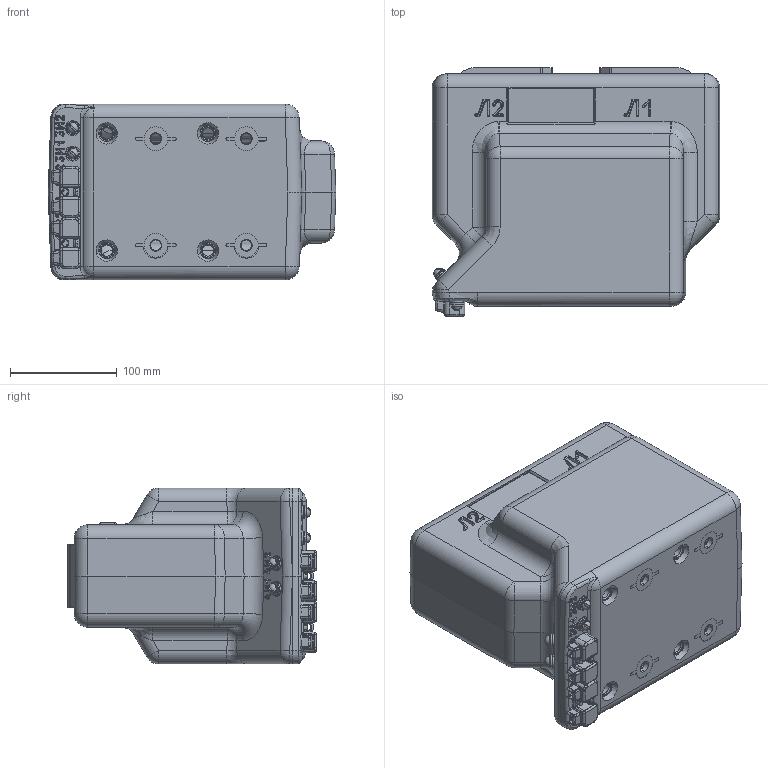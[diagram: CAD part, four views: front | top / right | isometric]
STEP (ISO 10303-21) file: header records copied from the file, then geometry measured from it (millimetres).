
FILE_DESCRIPTION (( 'STEP AP203' ), '1' );
FILE_NAME ('ﾒﾎﾋ-10-I-17 (1200-2000)ﾀ.STEP', '2018-06-01T03:13:00', ( '' ), ( '' ), 'SwSTEP 2.0', 'SolidWorks 2010', '' );
FILE_SCHEMA (( 'CONFIG_CONTROL_DESIGN' ));
Length unit declared in the file: millimetre
Products named in the file (1): ﾒﾎﾋ-10-I-17 (1200-2000)ﾀ
Bounding box: 270 x 233.5 x 165 mm (x, y, z)
Surface area: 268470.5 mm2 (no closed solid volume)
Topology: 0 solids, 41 shells, 843 faces, 2685 edges, 1826 vertices
Faces by surface type: plane 266, cylinder 240, bspline 151, cone 130, sphere 46, torus 10
Entity records: 34463 total; most frequent: CARTESIAN_POINT 12488, ORIENTED_EDGE 4449, DIRECTION 4331, EDGE_CURVE 2668, VERTEX_POINT 1826, AXIS2_PLACEMENT_3D 1586, LINE 1159, VECTOR 1159
